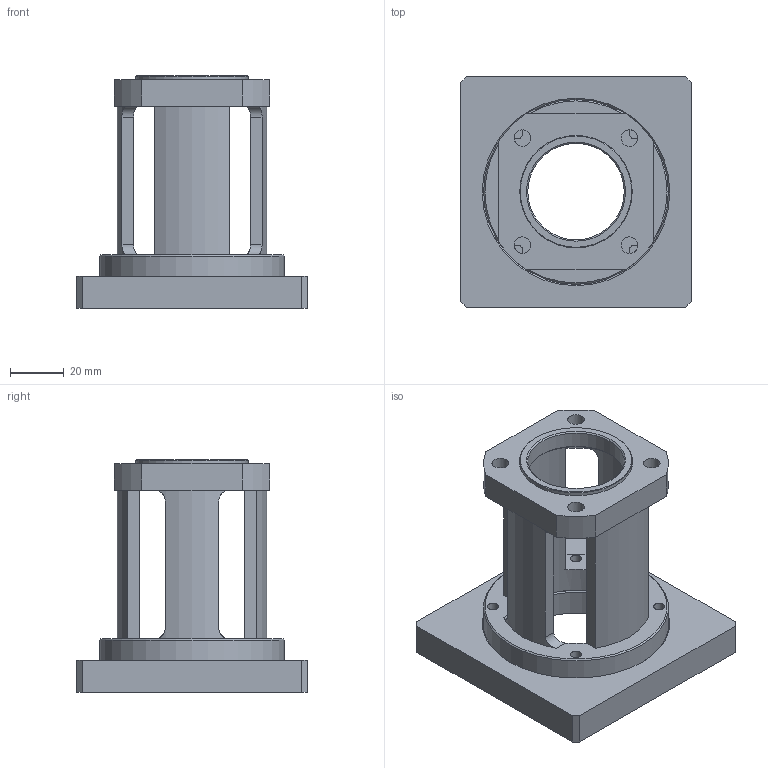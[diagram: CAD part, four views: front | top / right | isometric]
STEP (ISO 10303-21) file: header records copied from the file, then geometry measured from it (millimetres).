
FILE_DESCRIPTION(/* description */ (''),/* implementation_level */ '2;1');
FILE_NAME(/* name */ 'VK MTJ65 86 X 86 GESM1924.stp',/* time_stamp */ '2015-08-19T09:19:55+01:00',/* author */ ('Hypex'),/* organization */ ('Hypex'),/* preprocessor_version */ 'ST-DEVELOPER v15.2',/* originating_system */ 'Autodesk Inventor 2014',/* authorisation */ '');
FILE_SCHEMA (('AUTOMOTIVE_DESIGN { 1 0 10303 214 3 1 1 }'));
Length unit declared in the file: millimetre
Products named in the file (1): VK MTJ65 86 X 86 GESM1924
Bounding box: 86 x 86 x 87 mm (x, y, z)
Volume: 121483.3 mm3; surface area: 41907.5 mm2
Topology: 1 solids, 2 shells, 70 faces, 188 edges, 126 vertices
Faces by surface type: plane 32, cylinder 30, cone 8
Full cylindrical faces by diameter (mm): 4.134 x4, 6.2 x4, 36 x1, 42 x1, 48 x2, 69 x2
Entity records: 2246 total; most frequent: CARTESIAN_POINT 485, DIRECTION 340, ORIENTED_EDGE 310, EDGE_CURVE 155, AXIS2_PLACEMENT_3D 130, EDGE_LOOP 116, VERTEX_POINT 115, LINE 80
